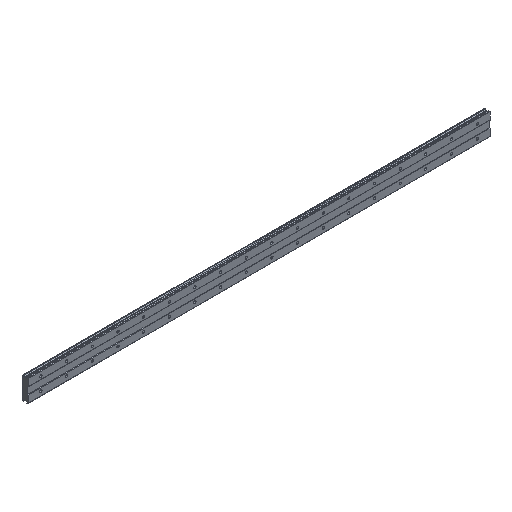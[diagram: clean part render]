
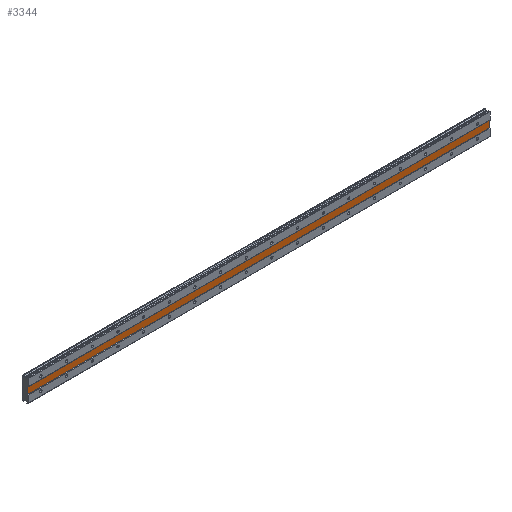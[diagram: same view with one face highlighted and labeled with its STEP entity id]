
A CAD part, isometric view. The second image highlights one B-rep face of the part: STEP entity #3344.
In plain terms, the highlighted planar face has unit normal (0, -1, 0).
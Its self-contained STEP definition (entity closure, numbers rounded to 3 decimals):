
#136 = EDGE_CURVE ( 'NONE', #3987, #3974, #3212, .T. ) ;
#139 = CARTESIAN_POINT ( 'NONE',  ( -40., 1., 10. ) ) ;
#257 = LINE ( 'NONE', #4849, #5254 ) ;
#743 = DIRECTION ( 'NONE',  ( 0., 1., 0. ) ) ;
#1289 = DIRECTION ( 'NONE',  ( 1., 0., 0. ) ) ;
#1679 = VECTOR ( 'NONE', #1289, 1000. ) ;
#1706 = EDGE_CURVE ( 'NONE', #3917, #3987, #257, .T. ) ;
#1753 = CARTESIAN_POINT ( 'NONE',  ( 1400., 1., 10. ) ) ;
#1870 = ORIENTED_EDGE ( 'NONE', *, *, #136, .T. ) ;
#1921 = LINE ( 'NONE', #2580, #3729 ) ;
#2077 = DIRECTION ( 'NONE',  ( 0., 0., -1. ) ) ;
#2336 = CARTESIAN_POINT ( 'NONE',  ( -40., 1., -10. ) ) ;
#2347 = CARTESIAN_POINT ( 'NONE',  ( 1400., 1., 10. ) ) ;
#2580 = CARTESIAN_POINT ( 'NONE',  ( 1400., 1., 34.482 ) ) ;
#2776 = EDGE_LOOP ( 'NONE', ( #1870, #5022, #6529, #4653 ) ) ;
#3048 = EDGE_CURVE ( 'NONE', #3917, #5372, #6386, .T. ) ;
#3212 = LINE ( 'NONE', #5701, #4868 ) ;
#3344 = ADVANCED_FACE ( 'NONE', ( #6320 ), #3781, .F. ) ;
#3408 = EDGE_CURVE ( 'NONE', #5372, #3974, #1921, .T. ) ;
#3729 = VECTOR ( 'NONE', #2077, 1000. ) ;
#3781 = PLANE ( 'NONE',  #5764 ) ;
#3917 = VERTEX_POINT ( 'NONE', #139 ) ;
#3974 = VERTEX_POINT ( 'NONE', #5998 ) ;
#3987 = VERTEX_POINT ( 'NONE', #2336 ) ;
#4283 = DIRECTION ( 'NONE',  ( 1., 0., 0. ) ) ;
#4371 = DIRECTION ( 'NONE',  ( 0., 0., -1. ) ) ;
#4653 = ORIENTED_EDGE ( 'NONE', *, *, #1706, .T. ) ;
#4849 = CARTESIAN_POINT ( 'NONE',  ( -40., 1., 34.482 ) ) ;
#4868 = VECTOR ( 'NONE', #4283, 1000. ) ;
#5022 = ORIENTED_EDGE ( 'NONE', *, *, #3408, .F. ) ;
#5254 = VECTOR ( 'NONE', #4371, 1000. ) ;
#5372 = VERTEX_POINT ( 'NONE', #2347 ) ;
#5495 = DIRECTION ( 'NONE',  ( 0., 0., 1. ) ) ;
#5701 = CARTESIAN_POINT ( 'NONE',  ( 1400., 1., -10. ) ) ;
#5764 = AXIS2_PLACEMENT_3D ( 'NONE', #1753, #743, #5495 ) ;
#5899 = CARTESIAN_POINT ( 'NONE',  ( 1400., 1., 10. ) ) ;
#5998 = CARTESIAN_POINT ( 'NONE',  ( 1400., 1., -10. ) ) ;
#6320 = FACE_OUTER_BOUND ( 'NONE', #2776, .T. ) ;
#6386 = LINE ( 'NONE', #5899, #1679 ) ;
#6529 = ORIENTED_EDGE ( 'NONE', *, *, #3048, .F. ) ;
